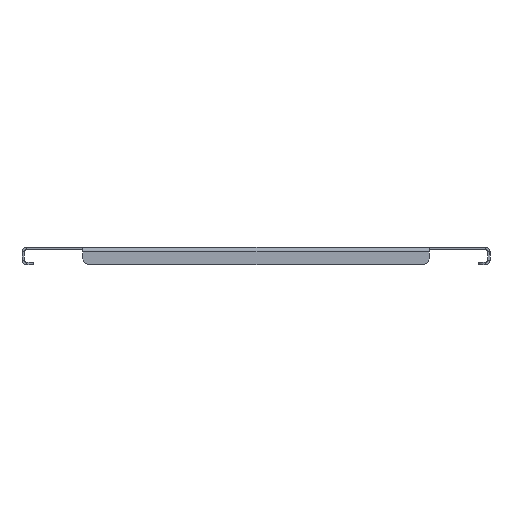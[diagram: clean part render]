
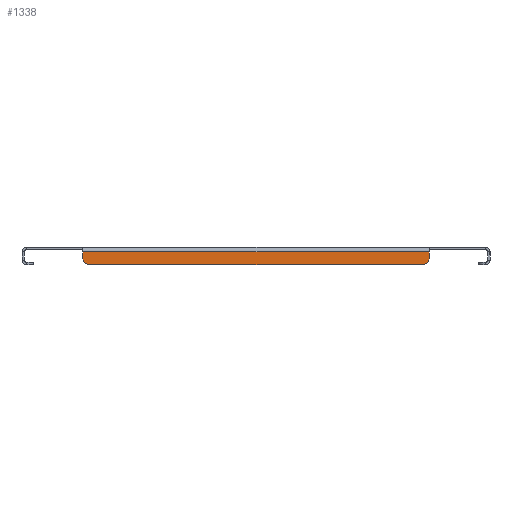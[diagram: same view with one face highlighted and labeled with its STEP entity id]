
A CAD part, left-side view. The second image highlights one B-rep face of the part: STEP entity #1338.
In plain terms, the highlighted planar face has unit normal (-1, 0, 0).
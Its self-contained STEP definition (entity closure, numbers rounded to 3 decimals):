
#25 = EDGE_CURVE ( 'NONE', #871, #387, #180, .T. ) ;
#86 = VERTEX_POINT ( 'NONE', #350 ) ;
#166 = ORIENTED_EDGE ( 'NONE', *, *, #2393, .T. ) ;
#170 = ORIENTED_EDGE ( 'NONE', *, *, #809, .F. ) ;
#180 = CIRCLE ( 'NONE', #813, 6. ) ;
#201 = EDGE_CURVE ( 'NONE', #1196, #387, #2560, .T. ) ;
#288 = VERTEX_POINT ( 'NONE', #1268 ) ;
#350 = CARTESIAN_POINT ( 'NONE',  ( -249.5, -148., -9. ) ) ;
#352 = LINE ( 'NONE', #1048, #851 ) ;
#387 = VERTEX_POINT ( 'NONE', #2876 ) ;
#459 = VECTOR ( 'NONE', #949, 1000. ) ;
#501 = DIRECTION ( 'NONE',  ( 0., 0., -1. ) ) ;
#580 = EDGE_LOOP ( 'NONE', ( #2690, #166, #695, #170, #2637, #2614 ) ) ;
#599 = CARTESIAN_POINT ( 'NONE',  ( -249.5, -142., -9. ) ) ;
#630 = CARTESIAN_POINT ( 'NONE',  ( -249.5, 148., -15. ) ) ;
#646 = VERTEX_POINT ( 'NONE', #2456 ) ;
#655 = VECTOR ( 'NONE', #2930, 1000. ) ;
#671 = CARTESIAN_POINT ( 'NONE',  ( -249.5, 0., 0. ) ) ;
#688 = CARTESIAN_POINT ( 'NONE',  ( -249.5, -200., -4. ) ) ;
#695 = ORIENTED_EDGE ( 'NONE', *, *, #2217, .T. ) ;
#715 = LINE ( 'NONE', #688, #459 ) ;
#799 = CIRCLE ( 'NONE', #2481, 6. ) ;
#809 = EDGE_CURVE ( 'NONE', #646, #288, #715, .T. ) ;
#813 = AXIS2_PLACEMENT_3D ( 'NONE', #2327, #1214, #501 ) ;
#851 = VECTOR ( 'NONE', #2893, 1000. ) ;
#871 = VERTEX_POINT ( 'NONE', #1853 ) ;
#917 = CARTESIAN_POINT ( 'NONE',  ( -249.5, -200., -15. ) ) ;
#949 = DIRECTION ( 'NONE',  ( 0., -1., 0. ) ) ;
#1024 = EDGE_CURVE ( 'NONE', #646, #871, #2018, .T. ) ;
#1048 = CARTESIAN_POINT ( 'NONE',  ( -249.5, -148., -15. ) ) ;
#1154 = DIRECTION ( 'NONE',  ( 0., 0., -1. ) ) ;
#1187 = DIRECTION ( 'NONE',  ( 0., 1., 0. ) ) ;
#1196 = VERTEX_POINT ( 'NONE', #2622 ) ;
#1214 = DIRECTION ( 'NONE',  ( -1., 0., 0. ) ) ;
#1268 = CARTESIAN_POINT ( 'NONE',  ( -249.5, -148., -4. ) ) ;
#1338 = ADVANCED_FACE ( 'NONE', ( #1384 ), #2070, .F. ) ;
#1384 = FACE_OUTER_BOUND ( 'NONE', #580, .T. ) ;
#1519 = DIRECTION ( 'NONE',  ( -1., 0., 0. ) ) ;
#1669 = VECTOR ( 'NONE', #1187, 1000. ) ;
#1853 = CARTESIAN_POINT ( 'NONE',  ( -249.5, 148., -9. ) ) ;
#2018 = LINE ( 'NONE', #630, #655 ) ;
#2070 = PLANE ( 'NONE',  #2904 ) ;
#2217 = EDGE_CURVE ( 'NONE', #86, #288, #352, .T. ) ;
#2299 = DIRECTION ( 'NONE',  ( 1., 0., 0. ) ) ;
#2327 = CARTESIAN_POINT ( 'NONE',  ( -249.5, 142., -9. ) ) ;
#2393 = EDGE_CURVE ( 'NONE', #1196, #86, #799, .T. ) ;
#2456 = CARTESIAN_POINT ( 'NONE',  ( -249.5, 148., -4. ) ) ;
#2481 = AXIS2_PLACEMENT_3D ( 'NONE', #599, #1519, #2899 ) ;
#2560 = LINE ( 'NONE', #917, #1669 ) ;
#2614 = ORIENTED_EDGE ( 'NONE', *, *, #25, .T. ) ;
#2622 = CARTESIAN_POINT ( 'NONE',  ( -249.5, -142., -15. ) ) ;
#2637 = ORIENTED_EDGE ( 'NONE', *, *, #1024, .T. ) ;
#2690 = ORIENTED_EDGE ( 'NONE', *, *, #201, .F. ) ;
#2876 = CARTESIAN_POINT ( 'NONE',  ( -249.5, 142., -15. ) ) ;
#2893 = DIRECTION ( 'NONE',  ( 0., 0., 1. ) ) ;
#2899 = DIRECTION ( 'NONE',  ( 0., 0., -1. ) ) ;
#2904 = AXIS2_PLACEMENT_3D ( 'NONE', #671, #2299, #1154 ) ;
#2930 = DIRECTION ( 'NONE',  ( 0., 0., -1. ) ) ;
